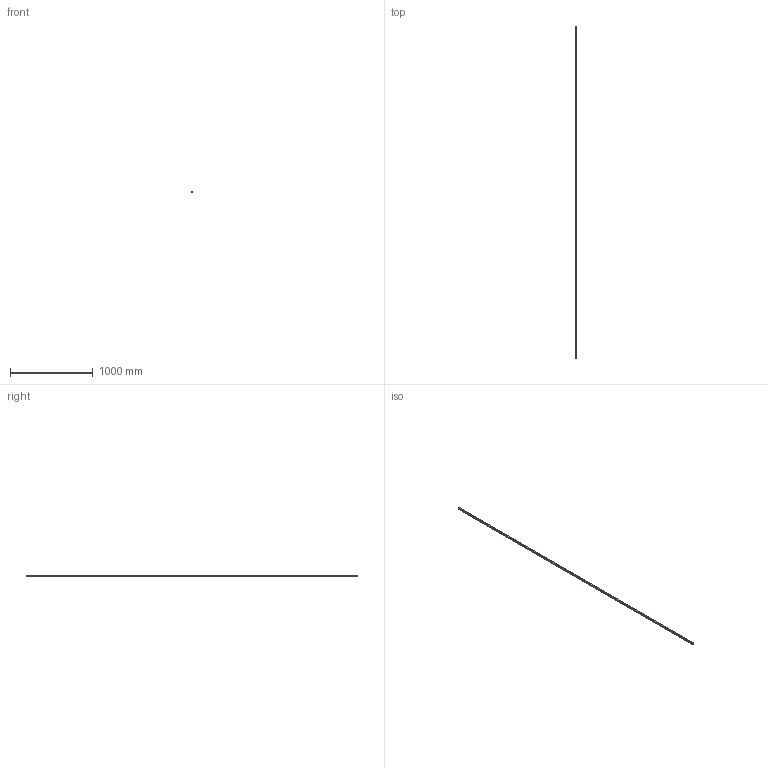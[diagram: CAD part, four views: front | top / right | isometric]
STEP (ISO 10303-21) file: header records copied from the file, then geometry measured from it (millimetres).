
FILE_DESCRIPTION(('STEP AP214'),'1');
FILE_NAME('cctmp_33C6C59C-7C57-4D33-A25D-AD87495CA7DB_2024_08_07_21_37_35_0410..stp','2024-08-07T19:37:35',('HIWIN GmbH'),('CADClick - www.CADClick.com'),'Spatial InterOp 3D',' ','unknown authorization');
FILE_SCHEMA(('AUTOMOTIVE_DESIGN'));
Length unit declared in the file: millimetre
Products named in the file (3): cc_unnamed; HGR20T4000C_FILE_1; HGR20T4000C_FILE
Assembly tree (2 placements, depth 2):
  cc_unnamed
    HGR20T4000C_FILE_1
    HGR20T4000C_FILE
Bounding box: 20 x 4000 x 17.5 mm (x, y, z)
Volume: 1181332.4 mm3; surface area: 319253.2 mm2
Topology: 2 solids, 2 shells, 482 faces, 1276 edges, 739 vertices
Faces by surface type: cylinder 178, plane 170, cone 134
Entity records: 17782 total; most frequent: DIRECTION 2468, CARTESIAN_POINT 2366, ORIENTED_EDGE 2284, EDGE_CURVE 1142, AXIS2_PLACEMENT_3D 841, LINE 786, VECTOR 786, VERTEX_POINT 739
